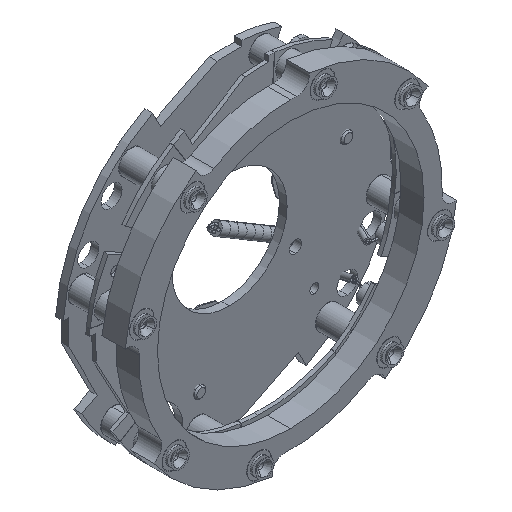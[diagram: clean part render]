
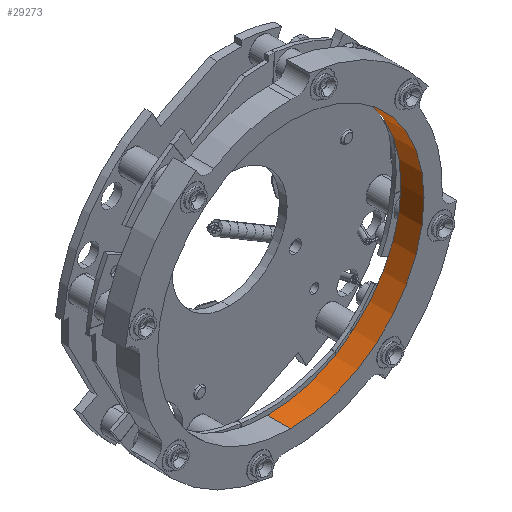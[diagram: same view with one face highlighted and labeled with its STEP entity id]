
A CAD part, isometric view. The second image highlights one B-rep face of the part: STEP entity #29273.
In plain terms, the highlighted cylindrical face has radius 17.628 mm (diameter 35.255 mm), a partial arc.
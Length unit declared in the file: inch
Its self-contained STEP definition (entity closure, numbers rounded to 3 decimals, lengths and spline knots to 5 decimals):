
#5662 = AXIS2_PLACEMENT_3D ( 'NONE', #15021, #15020, #15018 ) ;
#5664 = AXIS2_PLACEMENT_3D ( 'NONE', #15010, #15009, #15008 ) ;
#7931 = VERTEX_POINT ( 'NONE', #17914 ) ;
#8022 = VERTEX_POINT ( 'NONE', #17878 ) ;
#8130 = VERTEX_POINT ( 'NONE', #17830 ) ;
#8420 = VERTEX_POINT ( 'NONE', #18861 ) ;
#11837 = VECTOR ( 'NONE', #15011, 39.37008 ) ;
#11847 = LINE ( 'NONE', #15012, #11837 ) ;
#11852 = VECTOR ( 'NONE', #15006, 39.37008 ) ;
#11855 = CIRCLE ( 'NONE', #5662, 0.694 ) ;
#11859 = LINE ( 'NONE', #15013, #11852 ) ;
#11860 = CIRCLE ( 'NONE', #5664, 0.694 ) ;
#15006 = DIRECTION ( 'NONE',  ( 0., 1., 0. ) ) ;
#15008 = DIRECTION ( 'NONE',  ( 0., 0., 1. ) ) ;
#15009 = DIRECTION ( 'NONE',  ( 0., -1., 0. ) ) ;
#15010 = CARTESIAN_POINT ( 'NONE',  ( 0., -0.319, 0. ) ) ;
#15011 = DIRECTION ( 'NONE',  ( 0., 1., 0. ) ) ;
#15012 = CARTESIAN_POINT ( 'NONE',  ( 0., -0.319, -0.694 ) ) ;
#15013 = CARTESIAN_POINT ( 'NONE',  ( 0., -0.319, 0.694 ) ) ;
#15018 = DIRECTION ( 'NONE',  ( 0., 0., 1. ) ) ;
#15020 = DIRECTION ( 'NONE',  ( 0., -1., 0. ) ) ;
#15021 = CARTESIAN_POINT ( 'NONE',  ( 0., -0.199, 0. ) ) ;
#16405 = DIRECTION ( 'NONE',  ( 0., 0., -1. ) ) ;
#16406 = DIRECTION ( 'NONE',  ( 0., 1., 0. ) ) ;
#16415 = CARTESIAN_POINT ( 'NONE',  ( 0., -0.319, 0. ) ) ;
#17830 = CARTESIAN_POINT ( 'NONE',  ( 0., -0.319, 0.694 ) ) ;
#17878 = CARTESIAN_POINT ( 'NONE',  ( 0., -0.199, 0.694 ) ) ;
#17914 = CARTESIAN_POINT ( 'NONE',  ( 0., -0.199, -0.694 ) ) ;
#18861 = CARTESIAN_POINT ( 'NONE',  ( 0., -0.319, -0.694 ) ) ;
#20978 = FACE_OUTER_BOUND ( 'NONE', #28228, .T. ) ;
#20979 = CYLINDRICAL_SURFACE ( 'NONE', #23066, 0.694 ) ;
#21121 = ORIENTED_EDGE ( 'NONE', *, *, #23769, .F. ) ;
#21122 = ORIENTED_EDGE ( 'NONE', *, *, #23767, .F. ) ;
#21123 = ORIENTED_EDGE ( 'NONE', *, *, #23771, .T. ) ;
#21124 = ORIENTED_EDGE ( 'NONE', *, *, #23770, .T. ) ;
#23066 = AXIS2_PLACEMENT_3D ( 'NONE', #16415, #16406, #16405 ) ;
#23767 = EDGE_CURVE ( 'NONE', #7931, #8022, #11855, .T. ) ;
#23769 = EDGE_CURVE ( 'NONE', #8420, #7931, #11847, .T. ) ;
#23770 = EDGE_CURVE ( 'NONE', #8420, #8130, #11860, .T. ) ;
#23771 = EDGE_CURVE ( 'NONE', #8130, #8022, #11859, .T. ) ;
#28228 = EDGE_LOOP ( 'NONE', ( #21124, #21123, #21122, #21121 ) ) ;
#29273 = ADVANCED_FACE ( 'NONE', ( #20978 ), #20979, .F. ) ;
